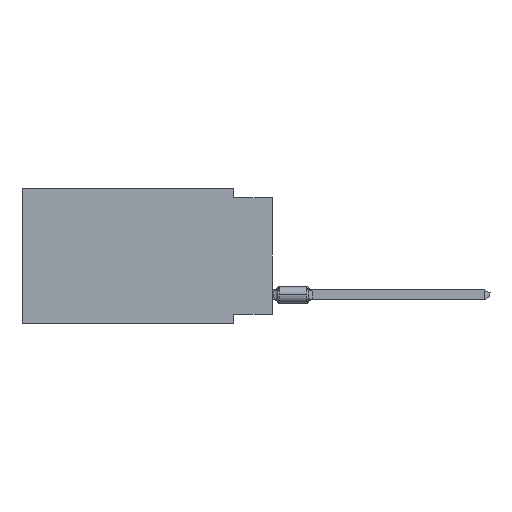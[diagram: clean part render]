
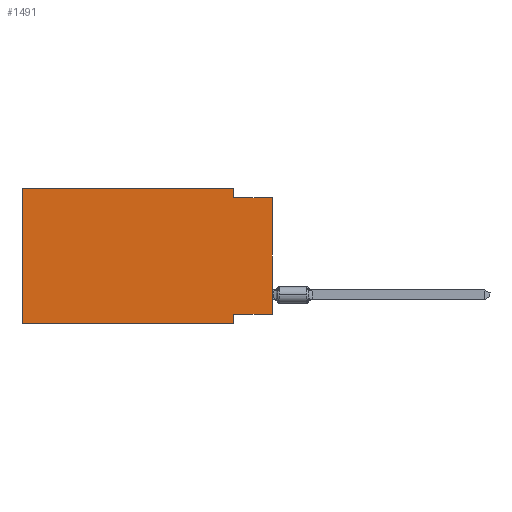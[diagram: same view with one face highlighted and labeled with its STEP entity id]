
A CAD part, left-side view. The second image highlights one B-rep face of the part: STEP entity #1491.
In plain terms, the highlighted planar face has unit normal (-1, 0, 0).
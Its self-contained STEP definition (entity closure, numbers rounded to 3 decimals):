
#237 = VERTEX_POINT ( 'NONE', #28486 ) ;
#660 = VECTOR ( 'NONE', #52269, 1000. ) ;
#1099 = ORIENTED_EDGE ( 'NONE', *, *, #16945, .F. ) ;
#1460 = VERTEX_POINT ( 'NONE', #45958 ) ;
#1491 = ADVANCED_FACE ( 'NONE', ( #37697 ), #33684, .F. ) ;
#1919 = DIRECTION ( 'NONE',  ( 0., 1., 0. ) ) ;
#2835 = DIRECTION ( 'NONE',  ( 0., 0., 1. ) ) ;
#5727 = EDGE_CURVE ( 'NONE', #47658, #237, #18817, .T. ) ;
#5776 = DIRECTION ( 'NONE',  ( 0., 0., -1. ) ) ;
#6469 = CARTESIAN_POINT ( 'NONE',  ( 0., 2.54, 0. ) ) ;
#6713 = VERTEX_POINT ( 'NONE', #18939 ) ;
#7607 = CARTESIAN_POINT ( 'NONE',  ( 0., 16.383, 0. ) ) ;
#12710 = AXIS2_PLACEMENT_3D ( 'NONE', #17696, #38730, #50486 ) ;
#14845 = CARTESIAN_POINT ( 'NONE',  ( 0., 16.383, -8.89 ) ) ;
#16104 = EDGE_CURVE ( 'NONE', #6713, #30147, #46976, .T. ) ;
#16341 = EDGE_CURVE ( 'NONE', #20927, #237, #27729, .T. ) ;
#16805 = ORIENTED_EDGE ( 'NONE', *, *, #5727, .F. ) ;
#16945 = EDGE_CURVE ( 'NONE', #48181, #6713, #20256, .T. ) ;
#17035 = LINE ( 'NONE', #24770, #44410 ) ;
#17696 = CARTESIAN_POINT ( 'NONE',  ( 0., 16.383, 0. ) ) ;
#17848 = CARTESIAN_POINT ( 'NONE',  ( 0., 16.383, 0. ) ) ;
#18817 = LINE ( 'NONE', #50789, #21131 ) ;
#18939 = CARTESIAN_POINT ( 'NONE',  ( 0., 2.54, 0. ) ) ;
#19082 = LINE ( 'NONE', #7607, #48570 ) ;
#20256 = LINE ( 'NONE', #32229, #46652 ) ;
#20927 = VERTEX_POINT ( 'NONE', #14845 ) ;
#21131 = VECTOR ( 'NONE', #5776, 1000. ) ;
#22711 = DIRECTION ( 'NONE',  ( 0., 0., -1. ) ) ;
#23644 = ORIENTED_EDGE ( 'NONE', *, *, #16341, .T. ) ;
#23802 = CARTESIAN_POINT ( 'NONE',  ( 0., 2.54, -8.255 ) ) ;
#24770 = CARTESIAN_POINT ( 'NONE',  ( 0., 0., -0.635 ) ) ;
#27729 = LINE ( 'NONE', #48796, #660 ) ;
#28148 = VECTOR ( 'NONE', #41873, 1000. ) ;
#28258 = DIRECTION ( 'NONE',  ( 0., -1., 0. ) ) ;
#28275 = ORIENTED_EDGE ( 'NONE', *, *, #40377, .T. ) ;
#28486 = CARTESIAN_POINT ( 'NONE',  ( 0., 2.54, -8.89 ) ) ;
#29892 = LINE ( 'NONE', #42936, #30689 ) ;
#30147 = VERTEX_POINT ( 'NONE', #50300 ) ;
#30318 = EDGE_CURVE ( 'NONE', #20927, #48181, #19082, .T. ) ;
#30689 = VECTOR ( 'NONE', #1919, 1000. ) ;
#32229 = CARTESIAN_POINT ( 'NONE',  ( 0., 16.383, 0. ) ) ;
#33376 = ORIENTED_EDGE ( 'NONE', *, *, #43562, .F. ) ;
#33684 = PLANE ( 'NONE',  #12710 ) ;
#35410 = VERTEX_POINT ( 'NONE', #44218 ) ;
#36389 = VECTOR ( 'NONE', #22711, 1000. ) ;
#36401 = EDGE_CURVE ( 'NONE', #35410, #47658, #29892, .T. ) ;
#37505 = ORIENTED_EDGE ( 'NONE', *, *, #30318, .F. ) ;
#37697 = FACE_OUTER_BOUND ( 'NONE', #52493, .T. ) ;
#38730 = DIRECTION ( 'NONE',  ( 1., 0., 0. ) ) ;
#40377 = EDGE_CURVE ( 'NONE', #35410, #1460, #49322, .T. ) ;
#41873 = DIRECTION ( 'NONE',  ( 0., 0., 1. ) ) ;
#42936 = CARTESIAN_POINT ( 'NONE',  ( 0., 0., -8.255 ) ) ;
#43562 = EDGE_CURVE ( 'NONE', #30147, #1460, #17035, .T. ) ;
#44218 = CARTESIAN_POINT ( 'NONE',  ( 0., 0., -8.255 ) ) ;
#44410 = VECTOR ( 'NONE', #44500, 1000. ) ;
#44500 = DIRECTION ( 'NONE',  ( 0., -1., 0. ) ) ;
#45583 = CARTESIAN_POINT ( 'NONE',  ( 0., 0., 0. ) ) ;
#45958 = CARTESIAN_POINT ( 'NONE',  ( 0., 0., -0.635 ) ) ;
#46652 = VECTOR ( 'NONE', #28258, 1000. ) ;
#46664 = ORIENTED_EDGE ( 'NONE', *, *, #16104, .F. ) ;
#46976 = LINE ( 'NONE', #6469, #36389 ) ;
#47658 = VERTEX_POINT ( 'NONE', #23802 ) ;
#48181 = VERTEX_POINT ( 'NONE', #17848 ) ;
#48570 = VECTOR ( 'NONE', #2835, 1000. ) ;
#48796 = CARTESIAN_POINT ( 'NONE',  ( 0., 16.383, -8.89 ) ) ;
#49322 = LINE ( 'NONE', #45583, #28148 ) ;
#50300 = CARTESIAN_POINT ( 'NONE',  ( 0., 2.54, -0.635 ) ) ;
#50486 = DIRECTION ( 'NONE',  ( 0., 0., -1. ) ) ;
#50789 = CARTESIAN_POINT ( 'NONE',  ( 0., 2.54, -8.89 ) ) ;
#51427 = ORIENTED_EDGE ( 'NONE', *, *, #36401, .F. ) ;
#52269 = DIRECTION ( 'NONE',  ( 0., -1., 0. ) ) ;
#52493 = EDGE_LOOP ( 'NONE', ( #28275, #33376, #46664, #1099, #37505, #23644, #16805, #51427 ) ) ;
